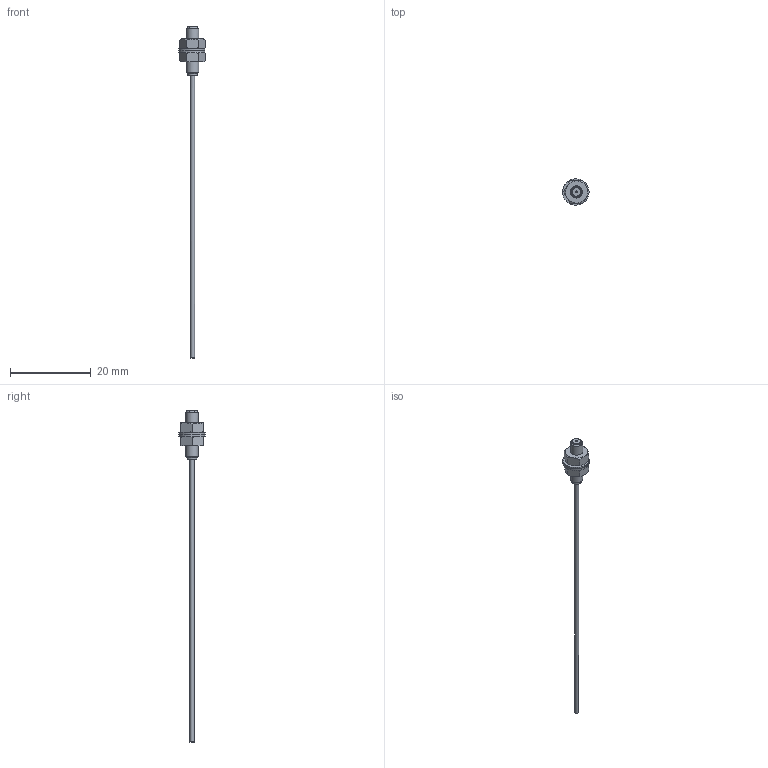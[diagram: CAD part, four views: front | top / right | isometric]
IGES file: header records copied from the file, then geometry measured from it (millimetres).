
Global section: file name: GPF-T024; native system: Autodesk Inventor 2018; preprocessor: unknown; author: Y.U.HONG; date: 20181217.115510; units: millimetre
Bounding box: 6.63 x 6.5 x 82.3 mm (x, y, z)
Volume: 253.9 mm3; surface area: 684.6 mm2
Topology: 5 solids, 5 shells, 43 faces, 90 edges, 59 vertices
Faces by surface type: bspline 43
